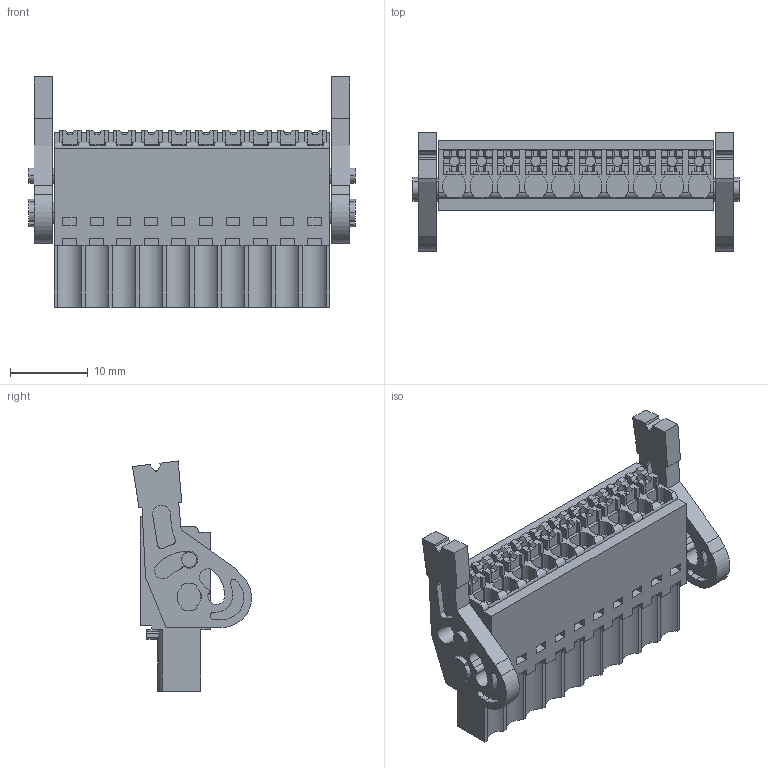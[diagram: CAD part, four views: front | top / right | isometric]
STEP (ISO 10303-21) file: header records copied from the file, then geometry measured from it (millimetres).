
FILE_DESCRIPTION(('CATIA V5 STEP Exchange','CAx-IF Rec.Pracs.--- Model Styling and Organization---1.2---2011-12-15'),'2;1');
FILE_NAME ('D1462603_0', '2017-04-26T07:18:49+00:00', ('none'), ('Weidmueller'), 'CATIA Version 5-6 Release 2014', 'CATIA V5 STEP AP214', 'none');
FILE_SCHEMA(('AUTOMOTIVE_DESIGN { 1 0 10303 214 1 1 1 1 }'));
Length unit declared in the file: millimetre
Products named in the file (1): 2460030000
Bounding box: 41.9 x 15.3 x 29.59 mm (x, y, z)
Volume: 5879.9 mm3; surface area: 5505.1 mm2
Topology: 13 solids, 13 shells, 1098 faces, 3183 edges, 2143 vertices
Faces by surface type: plane 931, cylinder 167
Entity records: 33191 total; most frequent: CARTESIAN_POINT 6592, ORIENTED_EDGE 6366, DIRECTION 4115, EDGE_CURVE 3183, VECTOR 2560, LINE 2560, VERTEX_POINT 2143, EDGE_LOOP 1162
